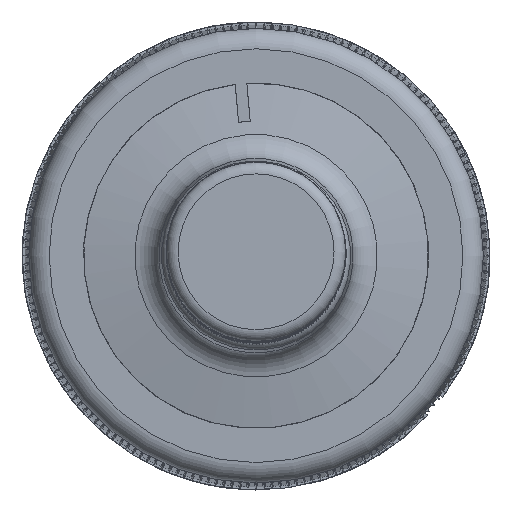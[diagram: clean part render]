
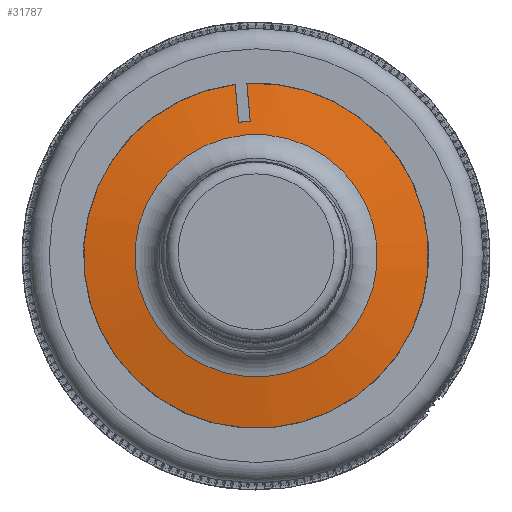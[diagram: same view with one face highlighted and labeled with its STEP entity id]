
A CAD part, top view. The second image highlights one B-rep face of the part: STEP entity #31787.
In plain terms, the highlighted conical face has half-angle 80 degrees and reference radius 23.381 mm.
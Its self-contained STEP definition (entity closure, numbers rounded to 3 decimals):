
#19017=(
BOUNDED_CURVE()
B_SPLINE_CURVE(2,(#133854,#133855,#133856),.UNSPECIFIED.,.F.,.F.)
B_SPLINE_CURVE_WITH_KNOTS((3,3),(0.,1.),.UNSPECIFIED.)
CURVE()
GEOMETRIC_REPRESENTATION_ITEM()
RATIONAL_B_SPLINE_CURVE((1.,1.011,1.006))
REPRESENTATION_ITEM('')
);
#19018=(
BOUNDED_CURVE()
B_SPLINE_CURVE(2,(#133860,#133861,#133862),.UNSPECIFIED.,.F.,.F.)
B_SPLINE_CURVE_WITH_KNOTS((3,3),(0.,1.),.UNSPECIFIED.)
CURVE()
GEOMETRIC_REPRESENTATION_ITEM()
RATIONAL_B_SPLINE_CURVE((1.006,1.011,1.))
REPRESENTATION_ITEM('')
);
#28829=CONICAL_SURFACE('',#87679,23.381,80.);
#29140=FACE_BOUND('',#41420,.T.);
#29141=FACE_BOUND('',#41421,.T.);
#31787=ADVANCED_FACE('',(#29140,#29141),#28829,.T.);
#41420=EDGE_LOOP('',(#57777));
#41421=EDGE_LOOP('',(#57778,#57779,#57780,#57781));
#57777=ORIENTED_EDGE('',*,*,#78258,.F.);
#57778=ORIENTED_EDGE('',*,*,#78259,.F.);
#57779=ORIENTED_EDGE('',*,*,#78260,.T.);
#57780=ORIENTED_EDGE('',*,*,#78261,.T.);
#57781=ORIENTED_EDGE('',*,*,#78262,.T.);
#68725=VERTEX_POINT('',#133849);
#68726=VERTEX_POINT('',#133852);
#68727=VERTEX_POINT('',#133853);
#68728=VERTEX_POINT('',#133857);
#68729=VERTEX_POINT('',#133859);
#78258=EDGE_CURVE('',#68725,#68725,#82972,.T.);
#78259=EDGE_CURVE('',#68726,#68727,#82973,.T.);
#78260=EDGE_CURVE('',#68726,#68728,#19017,.T.);
#78261=EDGE_CURVE('',#68728,#68729,#82974,.T.);
#78262=EDGE_CURVE('',#68729,#68727,#19018,.T.);
#82972=CIRCLE('',#87675,20.74);
#82973=CIRCLE('',#87677,29.505);
#82974=CIRCLE('',#87678,130.567);
#87675=AXIS2_PLACEMENT_3D('',#133848,#100923,#100924);
#87677=AXIS2_PLACEMENT_3D('',#133851,#100927,#100928);
#87678=AXIS2_PLACEMENT_3D('',#133858,#100929,#100930);
#87679=AXIS2_PLACEMENT_3D('',#133863,#100931,#100932);
#100923=DIRECTION('',(0.,0.,1.));
#100924=DIRECTION('',(0.996,0.087,0.));
#100927=DIRECTION('',(0.,0.,-1.));
#100928=DIRECTION('',(0.996,0.087,0.));
#100929=DIRECTION('',(0.087,-0.996,0.));
#100930=DIRECTION('',(0.,0.,-1.));
#100931=DIRECTION('',(0.,0.,-1.));
#100932=DIRECTION('',(0.996,0.087,0.));
#133848=CARTESIAN_POINT('',(0.,0.324,-57.228));
#133849=CARTESIAN_POINT('',(20.661,2.131,-57.228));
#133851=CARTESIAN_POINT('',(0.,0.324,-58.773));
#133852=CARTESIAN_POINT('',(-1.574,29.786,-58.773));
#133853=CARTESIAN_POINT('',(-3.566,29.612,-58.773));
#133854=CARTESIAN_POINT('',(-1.574,29.786,-58.773));
#133855=CARTESIAN_POINT('',(-1.256,26.156,-58.131));
#133856=CARTESIAN_POINT('',(-1.008,23.323,-57.63));
#133857=CARTESIAN_POINT('',(-1.008,23.323,-57.63));
#133858=CARTESIAN_POINT('',(-2.005,23.236,-188.193));
#133859=CARTESIAN_POINT('',(-3.001,23.149,-57.63));
#133860=CARTESIAN_POINT('',(-3.001,23.149,-57.63));
#133861=CARTESIAN_POINT('',(-3.249,25.981,-58.131));
#133862=CARTESIAN_POINT('',(-3.566,29.612,-58.773));
#133863=CARTESIAN_POINT('',(0.,0.324,-57.694));
